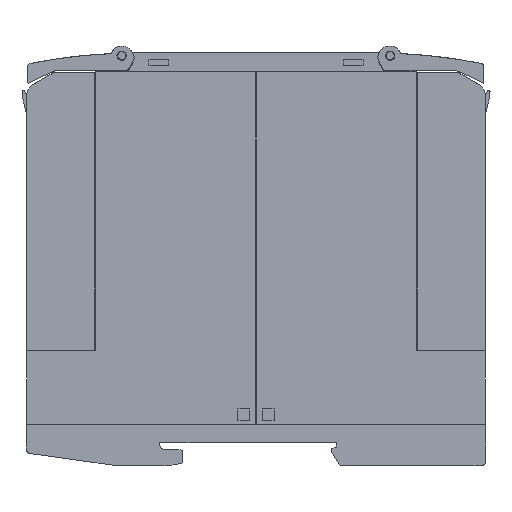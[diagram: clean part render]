
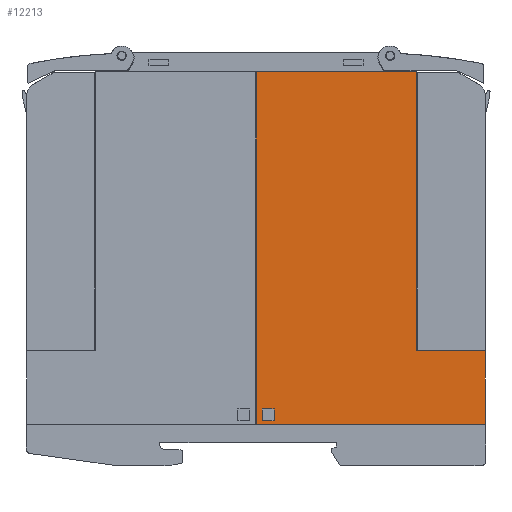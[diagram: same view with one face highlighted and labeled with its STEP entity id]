
A CAD part, left-side view. The second image highlights one B-rep face of the part: STEP entity #12213.
In plain terms, the highlighted planar face has unit normal (-1, 0, 0).
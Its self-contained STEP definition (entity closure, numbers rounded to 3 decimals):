
#12213=ADVANCED_FACE('',(#32073,#32074),#32075,.T.);
#17599=VERTEX_POINT('',#37530);
#17607=VERTEX_POINT('',#37538);
#17611=EDGE_CURVE('',#17599,#17607,#37542,.T.);
#17677=VERTEX_POINT('',#37608);
#17679=EDGE_CURVE('',#17607,#17677,#37610,.T.);
#26705=VERTEX_POINT('',#46636);
#26709=VERTEX_POINT('',#46640);
#26711=EDGE_CURVE('',#26709,#26705,#46642,.T.);
#26723=VERTEX_POINT('',#46654);
#26727=EDGE_CURVE('',#26705,#26723,#46658,.T.);
#26743=VERTEX_POINT('',#46674);
#26747=VERTEX_POINT('',#46678);
#26749=EDGE_CURVE('',#26743,#26747,#46680,.T.);
#26765=VERTEX_POINT('',#46696);
#26769=EDGE_CURVE('',#26723,#26765,#46700,.T.);
#26773=EDGE_CURVE('',#26765,#26709,#46704,.T.);
#26775=VERTEX_POINT('',#46706);
#26777=EDGE_CURVE('',#26775,#17599,#46708,.T.);
#26785=EDGE_CURVE('',#17677,#26747,#46716,.T.);
#26787=EDGE_CURVE('',#26743,#26775,#46718,.T.);
#32073=FACE_OUTER_BOUND('',#51994,.T.);
#32074=FACE_BOUND('',#51995,.T.);
#32075=PLANE('',#51996);
#37530=CARTESIAN_POINT('',(0.0,0.999,25.101));
#37538=CARTESIAN_POINT('',(0.0,16.099,25.101));
#37542=LINE('',#60961,#60962);
#37608=CARTESIAN_POINT('',(0.0,16.099,85.801));
#37610=LINE('',#61063,#61064);
#46636=CARTESIAN_POINT('',(0.0,46.999,12.401));
#46640=CARTESIAN_POINT('',(0.0,49.599,12.401));
#46642=LINE('',#75597,#75598);
#46654=CARTESIAN_POINT('',(0.0,46.999,9.801));
#46658=LINE('',#75625,#75626);
#46674=CARTESIAN_POINT('',(0.0,50.899,9.001));
#46678=CARTESIAN_POINT('',(0.0,50.899,85.801));
#46680=LINE('',#75657,#75658);
#46696=CARTESIAN_POINT('',(0.0,49.599,9.801));
#46700=LINE('',#75689,#75690);
#46704=LINE('',#75697,#75698);
#46706=CARTESIAN_POINT('',(0.0,0.999,9.001));
#46708=LINE('',#75703,#75704);
#46716=LINE('',#75717,#75718);
#46718=LINE('',#75721,#75722);
#51994=EDGE_LOOP('',(#91294,#91295,#91296,#91297,#91298,#91299));
#51995=EDGE_LOOP('',(#91300,#91301,#91302,#91303));
#51996=AXIS2_PLACEMENT_3D('',#91304,#91305,#91306);
#60961=CARTESIAN_POINT('',(0.0,4.749,25.101));
#60962=VECTOR('',#93956,1.0);
#61063=CARTESIAN_POINT('',(0.0,16.099,32.226));
#61064=VECTOR('',#93973,1.0);
#75597=CARTESIAN_POINT('',(0.0,24.649,12.401));
#75598=VECTOR('',#97528,1.0);
#75625=CARTESIAN_POINT('',(0.0,46.999,10.051));
#75626=VECTOR('',#97534,1.0);
#75657=CARTESIAN_POINT('',(0.0,50.899,9.001));
#75658=VECTOR('',#97539,1.0);
#75689=CARTESIAN_POINT('',(0.0,24.649,9.801));
#75690=VECTOR('',#97545,1.0);
#75697=CARTESIAN_POINT('',(0.0,49.599,10.051));
#75698=VECTOR('',#97547,1.0);
#75703=CARTESIAN_POINT('',(0.0,0.999,9.001));
#75704=VECTOR('',#97548,1.0);
#75717=CARTESIAN_POINT('',(0.0,50.899,85.801));
#75718=VECTOR('',#97551,1.0);
#75721=CARTESIAN_POINT('',(0.0,50.899,9.001));
#75722=VECTOR('',#97552,1.0);
#91294=ORIENTED_EDGE('',*,*,#17611,.T.);
#91295=ORIENTED_EDGE('',*,*,#17679,.T.);
#91296=ORIENTED_EDGE('',*,*,#26785,.T.);
#91297=ORIENTED_EDGE('',*,*,#26749,.F.);
#91298=ORIENTED_EDGE('',*,*,#26787,.T.);
#91299=ORIENTED_EDGE('',*,*,#26777,.T.);
#91300=ORIENTED_EDGE('',*,*,#26773,.T.);
#91301=ORIENTED_EDGE('',*,*,#26711,.T.);
#91302=ORIENTED_EDGE('',*,*,#26727,.T.);
#91303=ORIENTED_EDGE('',*,*,#26769,.T.);
#91304=CARTESIAN_POINT('',(0.0,0.999,9.001));
#91305=DIRECTION('',(-1.0,0.0,0.0));
#91306=DIRECTION('',(0.0,1.0,0.0));
#93956=DIRECTION('',(0.0,1.0,0.0));
#93973=DIRECTION('',(0.0,-0.0,1.0));
#97528=DIRECTION('',(0.0,-1.0,0.0));
#97534=DIRECTION('',(0.0,0.0,-1.0));
#97539=DIRECTION('',(0.0,0.0,1.0));
#97545=DIRECTION('',(0.0,1.0,0.0));
#97547=DIRECTION('',(0.0,-0.0,1.0));
#97548=DIRECTION('',(0.0,0.0,1.0));
#97551=DIRECTION('',(0.0,1.0,0.0));
#97552=DIRECTION('',(0.0,-1.0,0.0));
